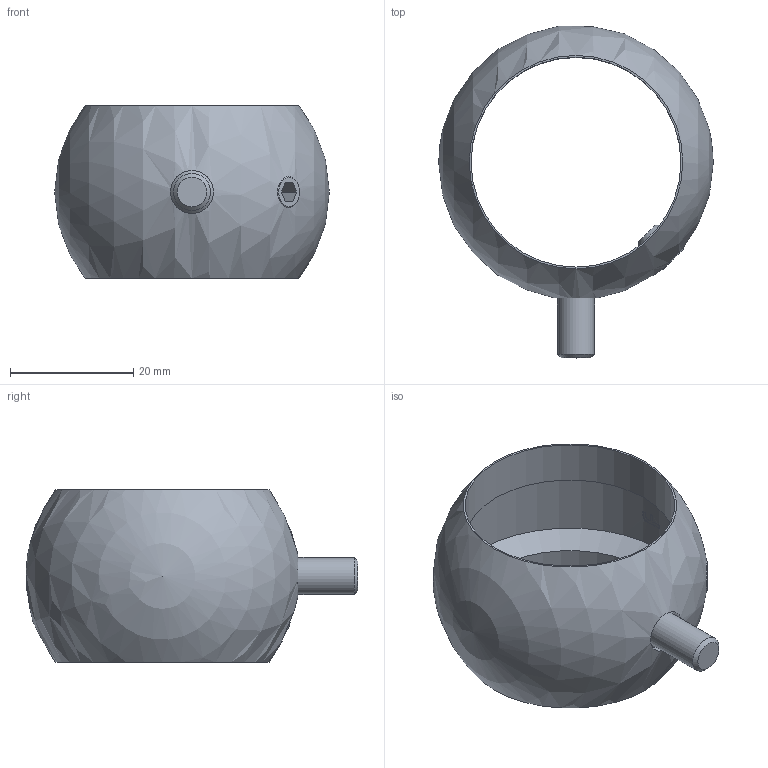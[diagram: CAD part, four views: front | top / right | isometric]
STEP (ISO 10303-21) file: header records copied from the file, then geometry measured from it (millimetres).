
FILE_DESCRIPTION (( 'STEP AP203' ), '1' );
FILE_NAME ('50242-240.step', '2020-05-13T07:31:26', ( '' ), ( '' ), 'SwSTEP 2.0', 'SolidWorks 2015', '' );
FILE_SCHEMA (( 'CONFIG_CONTROL_DESIGN' ));
Length unit declared in the file: millimetre
Products named in the file (4): 502XX-240 Teil1_50242-240 Teil1; DIN913_DIN 913 M6x6; 50242-240; DIN-7991 M3-M10_DIN7991 M6x14
Assembly tree (3 placements, depth 2):
  50242-240
    502XX-240 Teil1_50242-240 Teil1
    DIN913_DIN 913 M6x6
    DIN-7991 M3-M10_DIN7991 M6x14
Bounding box: 44.5 x 53.78 x 28 mm (x, y, z)
Volume: 8030.1 mm3; surface area: 8465.7 mm2
Topology: 3 solids, 3 shells, 286 faces, 745 edges, 490 vertices
Faces by surface type: plane 149, bspline 94, cylinder 34, cone 8, sphere 1
Full cylindrical faces by diameter (mm): 5 x1, 6 x2, 7 x2, 12 x1, 34 x2, 41 x1
Entity records: 12992 total; most frequent: CARTESIAN_POINT 6274, ORIENTED_EDGE 1438, DIRECTION 1034, EDGE_CURVE 719, VERTEX_POINT 483, LINE 368, VECTOR 368, EDGE_LOOP 336
